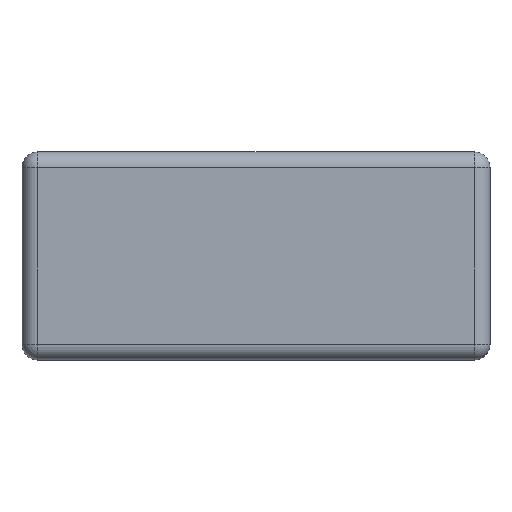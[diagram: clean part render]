
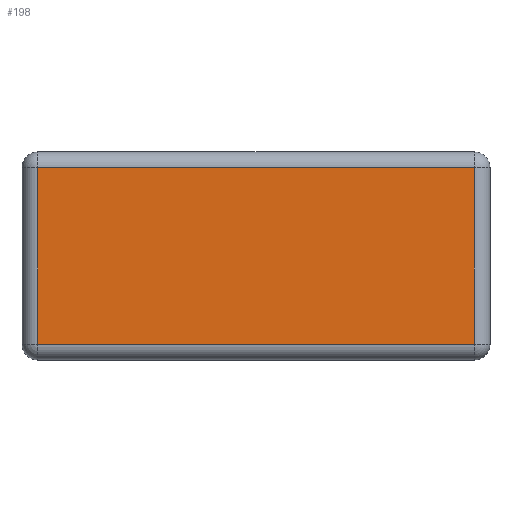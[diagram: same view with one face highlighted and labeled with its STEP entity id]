
A CAD part, top view. The second image highlights one B-rep face of the part: STEP entity #198.
In plain terms, the highlighted planar face has unit normal (0, 0, 1).
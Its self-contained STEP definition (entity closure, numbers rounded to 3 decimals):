
#198 = ADVANCED_FACE( '', ( #431 ), #432, .T. );
#431 = FACE_OUTER_BOUND( '', #704, .T. );
#432 = PLANE( '', #705 );
#704 = EDGE_LOOP( '', ( #1187, #1188, #1189, #1190 ) );
#705 = AXIS2_PLACEMENT_3D( '', #1191, #1192, #1193 );
#1187 = ORIENTED_EDGE( '', *, *, #1735, .T. );
#1188 = ORIENTED_EDGE( '', *, *, #1646, .T. );
#1189 = ORIENTED_EDGE( '', *, *, #1736, .T. );
#1190 = ORIENTED_EDGE( '', *, *, #1737, .T. );
#1191 = CARTESIAN_POINT( '', ( 0., 0., 16.5 ) );
#1192 = DIRECTION( '', ( 0., 0., 1. ) );
#1193 = DIRECTION( '', ( 1., 0., 0. ) );
#1646 = EDGE_CURVE( '', #1952, #1989, #1991, .T. );
#1735 = EDGE_CURVE( '', #2118, #1952, #2119, .T. );
#1736 = EDGE_CURVE( '', #1989, #1839, #2120, .T. );
#1737 = EDGE_CURVE( '', #1839, #2118, #2121, .T. );
#1839 = VERTEX_POINT( '', #2243 );
#1952 = VERTEX_POINT( '', #2403 );
#1989 = VERTEX_POINT( '', #2453 );
#1991 = LINE( '', #2455, #2456 );
#2118 = VERTEX_POINT( '', #2639 );
#2119 = LINE( '', #2640, #2641 );
#2120 = LINE( '', #2642, #2643 );
#2121 = LINE( '', #2644, #2645 );
#2243 = CARTESIAN_POINT( '', ( -21., -8.5, 16.5 ) );
#2403 = CARTESIAN_POINT( '', ( 21., 8.5, 16.5 ) );
#2453 = CARTESIAN_POINT( '', ( -21., 8.5, 16.5 ) );
#2455 = CARTESIAN_POINT( '', ( -22.5, 8.5, 16.5 ) );
#2456 = VECTOR( '', #2882, 1000. );
#2639 = CARTESIAN_POINT( '', ( 21., -8.5, 16.5 ) );
#2640 = CARTESIAN_POINT( '', ( 21., 10., 16.5 ) );
#2641 = VECTOR( '', #2957, 1000. );
#2642 = CARTESIAN_POINT( '', ( -21., -10., 16.5 ) );
#2643 = VECTOR( '', #2958, 1000. );
#2644 = CARTESIAN_POINT( '', ( 22.5, -8.5, 16.5 ) );
#2645 = VECTOR( '', #2959, 1000. );
#2882 = DIRECTION( '', ( -1., 0., 0. ) );
#2957 = DIRECTION( '', ( 0., 1., 0. ) );
#2958 = DIRECTION( '', ( 0., -1., 0. ) );
#2959 = DIRECTION( '', ( 1., 0., 0. ) );
